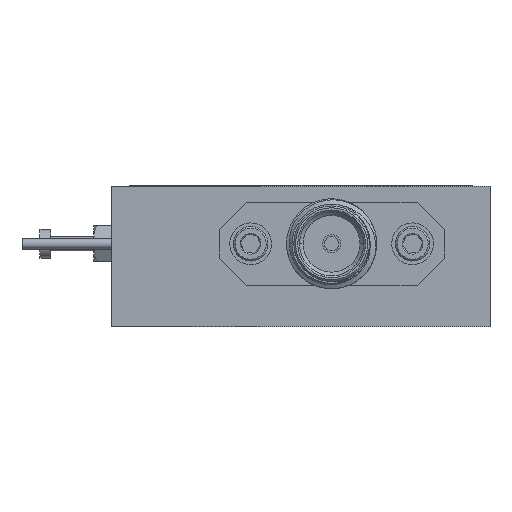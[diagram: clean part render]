
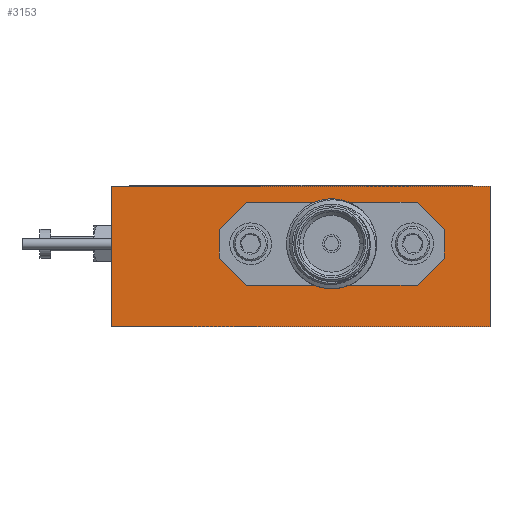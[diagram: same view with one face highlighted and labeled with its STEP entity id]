
A CAD part, left-side view. The second image highlights one B-rep face of the part: STEP entity #3153.
In plain terms, the highlighted planar face has unit normal (-1, 0, 0).
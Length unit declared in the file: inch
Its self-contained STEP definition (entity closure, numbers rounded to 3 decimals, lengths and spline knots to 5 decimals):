
#1230 = CARTESIAN_POINT ( 'NONE',  ( -0.445, 0.525, -0.195 ) ) ;
#3153 = ADVANCED_FACE ( 'NONE', ( #8104 ), #21213, .F. ) ;
#4146 = EDGE_LOOP ( 'NONE', ( #55176, #28446, #26631, #7711 ) ) ;
#6807 = CARTESIAN_POINT ( 'NONE',  ( -0.445, -0.525, 0.195 ) ) ;
#7540 = CARTESIAN_POINT ( 'NONE',  ( -0.445, -0.525, 0.195 ) ) ;
#7711 = ORIENTED_EDGE ( 'NONE', *, *, #76720, .T. ) ;
#7845 = CARTESIAN_POINT ( 'NONE',  ( -0.445, -0.525, -0.195 ) ) ;
#8104 = FACE_OUTER_BOUND ( 'NONE', #4146, .T. ) ;
#8609 = VERTEX_POINT ( 'NONE', #7845 ) ;
#11100 = CARTESIAN_POINT ( 'NONE',  ( -0.445, 0.525, 0.195 ) ) ;
#17624 = DIRECTION ( 'NONE',  ( 0., 0., -1. ) ) ;
#18410 = VECTOR ( 'NONE', #53864, 39.37008 ) ;
#21213 = PLANE ( 'NONE',  #78282 ) ;
#21828 = VECTOR ( 'NONE', #79607, 39.37008 ) ;
#22428 = CARTESIAN_POINT ( 'NONE',  ( -0.445, -0.525, 0.195 ) ) ;
#24280 = VECTOR ( 'NONE', #66386, 39.37008 ) ;
#26631 = ORIENTED_EDGE ( 'NONE', *, *, #60539, .F. ) ;
#26697 = VERTEX_POINT ( 'NONE', #1230 ) ;
#28136 = LINE ( 'NONE', #85513, #21828 ) ;
#28446 = ORIENTED_EDGE ( 'NONE', *, *, #74008, .F. ) ;
#30062 = EDGE_CURVE ( 'NONE', #26697, #8609, #81944, .T. ) ;
#32985 = CARTESIAN_POINT ( 'NONE',  ( -0.445, -0.525, -0.195 ) ) ;
#50292 = LINE ( 'NONE', #11100, #65030 ) ;
#53864 = DIRECTION ( 'NONE',  ( 0., 0., -1. ) ) ;
#55117 = VERTEX_POINT ( 'NONE', #65207 ) ;
#55176 = ORIENTED_EDGE ( 'NONE', *, *, #30062, .T. ) ;
#60539 = EDGE_CURVE ( 'NONE', #55117, #60973, #28136, .T. ) ;
#60973 = VERTEX_POINT ( 'NONE', #22428 ) ;
#61642 = DIRECTION ( 'NONE',  ( 0., 0., -1. ) ) ;
#65030 = VECTOR ( 'NONE', #17624, 39.37008 ) ;
#65207 = CARTESIAN_POINT ( 'NONE',  ( -0.445, 0.525, 0.195 ) ) ;
#66386 = DIRECTION ( 'NONE',  ( 0., -1., 0. ) ) ;
#74008 = EDGE_CURVE ( 'NONE', #60973, #8609, #86696, .T. ) ;
#76720 = EDGE_CURVE ( 'NONE', #55117, #26697, #50292, .T. ) ;
#78282 = AXIS2_PLACEMENT_3D ( 'NONE', #7540, #81573, #61642 ) ;
#79607 = DIRECTION ( 'NONE',  ( 0., -1., 0. ) ) ;
#81573 = DIRECTION ( 'NONE',  ( 1., 0., 0. ) ) ;
#81944 = LINE ( 'NONE', #32985, #24280 ) ;
#85513 = CARTESIAN_POINT ( 'NONE',  ( -0.445, -0.525, 0.195 ) ) ;
#86696 = LINE ( 'NONE', #6807, #18410 ) ;
